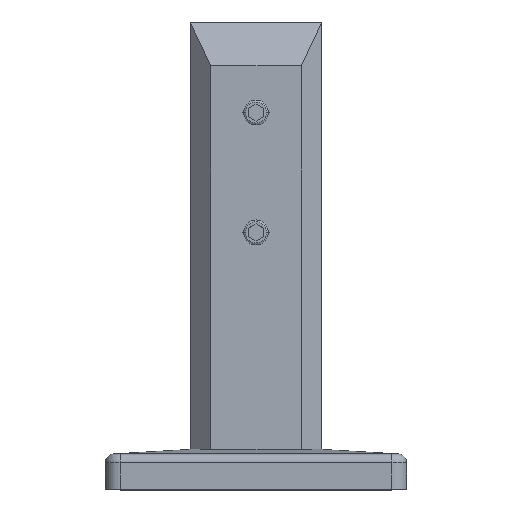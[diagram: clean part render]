
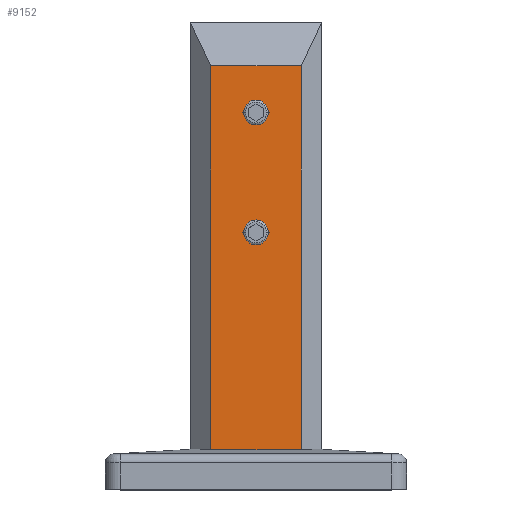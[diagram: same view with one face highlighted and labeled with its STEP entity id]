
A CAD part, top view. The second image highlights one B-rep face of the part: STEP entity #9152.
In plain terms, the highlighted planar face has unit normal (0, 0, 1).
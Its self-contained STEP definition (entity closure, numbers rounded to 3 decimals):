
#237 = DIRECTION ( 'NONE',  ( 0., 0., 1. ) ) ;
#484 = AXIS2_PLACEMENT_3D ( 'NONE', #17356, #237, #12174 ) ;
#769 = FACE_BOUND ( 'NONE', #7384, .T. ) ;
#1124 = VERTEX_POINT ( 'NONE', #10688 ) ;
#1359 = CIRCLE ( 'NONE', #484, 4.25 ) ;
#1663 = ORIENTED_EDGE ( 'NONE', *, *, #15320, .F. ) ;
#2059 = CIRCLE ( 'NONE', #14031, 4.25 ) ;
#2155 = AXIS2_PLACEMENT_3D ( 'NONE', #5101, #6865, #4155 ) ;
#2301 = FACE_BOUND ( 'NONE', #10047, .T. ) ;
#2396 = PLANE ( 'NONE',  #14709 ) ;
#3103 = CARTESIAN_POINT ( 'NONE',  ( 4.25, 88., 25. ) ) ;
#3351 = ORIENTED_EDGE ( 'NONE', *, *, #8407, .T. ) ;
#3701 = DIRECTION ( 'NONE',  ( 0., 0., 1. ) ) ;
#3808 = FACE_OUTER_BOUND ( 'NONE', #9919, .T. ) ;
#3809 = VERTEX_POINT ( 'NONE', #9912 ) ;
#3941 = EDGE_CURVE ( 'NONE', #16353, #12500, #2059, .T. ) ;
#4155 = DIRECTION ( 'NONE',  ( 1., 0., 0. ) ) ;
#5101 = CARTESIAN_POINT ( 'NONE',  ( 0., 88., 25. ) ) ;
#5139 = DIRECTION ( 'NONE',  ( 1., 0., 0. ) ) ;
#6647 = VERTEX_POINT ( 'NONE', #15079 ) ;
#6865 = DIRECTION ( 'NONE',  ( 0., 0., 1. ) ) ;
#7217 = LINE ( 'NONE', #11689, #7553 ) ;
#7384 = EDGE_LOOP ( 'NONE', ( #1663, #8212 ) ) ;
#7408 = DIRECTION ( 'NONE',  ( 1., 0., 0. ) ) ;
#7553 = VECTOR ( 'NONE', #8653, 1000. ) ;
#7559 = EDGE_CURVE ( 'NONE', #1124, #9233, #13049, .T. ) ;
#7583 = DIRECTION ( 'NONE',  ( 1., 0., 0. ) ) ;
#7619 = ORIENTED_EDGE ( 'NONE', *, *, #7559, .T. ) ;
#7749 = CARTESIAN_POINT ( 'NONE',  ( 22.5, 160., 25. ) ) ;
#8067 = CARTESIAN_POINT ( 'NONE',  ( -22.5, 145., 25. ) ) ;
#8212 = ORIENTED_EDGE ( 'NONE', *, *, #16020, .F. ) ;
#8407 = EDGE_CURVE ( 'NONE', #6647, #3809, #7217, .T. ) ;
#8653 = DIRECTION ( 'NONE',  ( 0., 1., 0. ) ) ;
#9148 = EDGE_CURVE ( 'NONE', #12500, #16353, #16405, .T. ) ;
#9152 = ADVANCED_FACE ( 'NONE', ( #769, #2301, #3808 ), #2396, .F. ) ;
#9233 = VERTEX_POINT ( 'NONE', #14351 ) ;
#9251 = CARTESIAN_POINT ( 'NONE',  ( 0., 129., 25. ) ) ;
#9912 = CARTESIAN_POINT ( 'NONE',  ( 15.5, 145., 25. ) ) ;
#9919 = EDGE_LOOP ( 'NONE', ( #7619, #16287, #3351, #11743 ) ) ;
#10047 = EDGE_LOOP ( 'NONE', ( #11323, #10960 ) ) ;
#10160 = EDGE_CURVE ( 'NONE', #1124, #3809, #16007, .T. ) ;
#10261 = CARTESIAN_POINT ( 'NONE',  ( 15.5, 12., 25. ) ) ;
#10272 = CARTESIAN_POINT ( 'NONE',  ( 0., 88., 25. ) ) ;
#10688 = CARTESIAN_POINT ( 'NONE',  ( -15.5, 145., 25. ) ) ;
#10778 = AXIS2_PLACEMENT_3D ( 'NONE', #9251, #3701, #5139 ) ;
#10960 = ORIENTED_EDGE ( 'NONE', *, *, #3941, .F. ) ;
#10974 = EDGE_CURVE ( 'NONE', #9233, #6647, #14436, .T. ) ;
#11323 = ORIENTED_EDGE ( 'NONE', *, *, #9148, .F. ) ;
#11375 = VERTEX_POINT ( 'NONE', #15740 ) ;
#11628 = VECTOR ( 'NONE', #7408, 1000. ) ;
#11689 = CARTESIAN_POINT ( 'NONE',  ( 15.5, 160., 25. ) ) ;
#11743 = ORIENTED_EDGE ( 'NONE', *, *, #10160, .F. ) ;
#11752 = CARTESIAN_POINT ( 'NONE',  ( -4.25, 129., 25. ) ) ;
#11963 = DIRECTION ( 'NONE',  ( -1., 0., 0. ) ) ;
#12174 = DIRECTION ( 'NONE',  ( 1., 0., 0. ) ) ;
#12500 = VERTEX_POINT ( 'NONE', #3103 ) ;
#12691 = DIRECTION ( 'NONE',  ( 0., 0., 1. ) ) ;
#12968 = DIRECTION ( 'NONE',  ( 0., -1., 0. ) ) ;
#13049 = LINE ( 'NONE', #15722, #16360 ) ;
#13202 = DIRECTION ( 'NONE',  ( 0., 0., -1. ) ) ;
#14031 = AXIS2_PLACEMENT_3D ( 'NONE', #10272, #12691, #7583 ) ;
#14351 = CARTESIAN_POINT ( 'NONE',  ( -15.5, 12., 25. ) ) ;
#14436 = LINE ( 'NONE', #10261, #11628 ) ;
#14691 = VERTEX_POINT ( 'NONE', #11752 ) ;
#14709 = AXIS2_PLACEMENT_3D ( 'NONE', #7749, #13202, #11963 ) ;
#15007 = DIRECTION ( 'NONE',  ( 1., 0., 0. ) ) ;
#15017 = CIRCLE ( 'NONE', #10778, 4.25 ) ;
#15079 = CARTESIAN_POINT ( 'NONE',  ( 15.5, 12., 25. ) ) ;
#15320 = EDGE_CURVE ( 'NONE', #11375, #14691, #1359, .T. ) ;
#15722 = CARTESIAN_POINT ( 'NONE',  ( -15.5, 160., 25. ) ) ;
#15740 = CARTESIAN_POINT ( 'NONE',  ( 4.25, 129., 25. ) ) ;
#16007 = LINE ( 'NONE', #8067, #17339 ) ;
#16020 = EDGE_CURVE ( 'NONE', #14691, #11375, #15017, .T. ) ;
#16287 = ORIENTED_EDGE ( 'NONE', *, *, #10974, .T. ) ;
#16353 = VERTEX_POINT ( 'NONE', #17359 ) ;
#16360 = VECTOR ( 'NONE', #12968, 1000. ) ;
#16405 = CIRCLE ( 'NONE', #2155, 4.25 ) ;
#17339 = VECTOR ( 'NONE', #15007, 1000. ) ;
#17356 = CARTESIAN_POINT ( 'NONE',  ( 0., 129., 25. ) ) ;
#17359 = CARTESIAN_POINT ( 'NONE',  ( -4.25, 88., 25. ) ) ;
